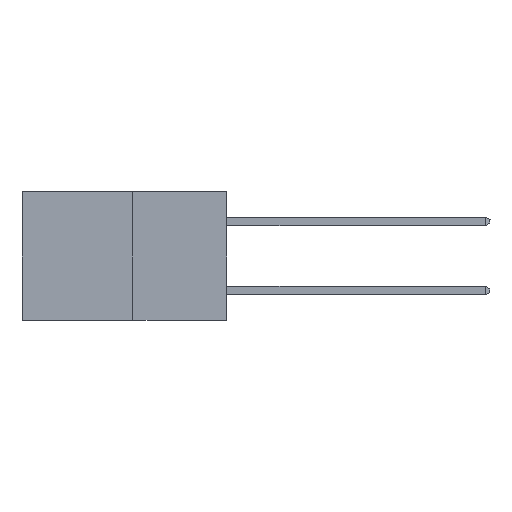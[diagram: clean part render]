
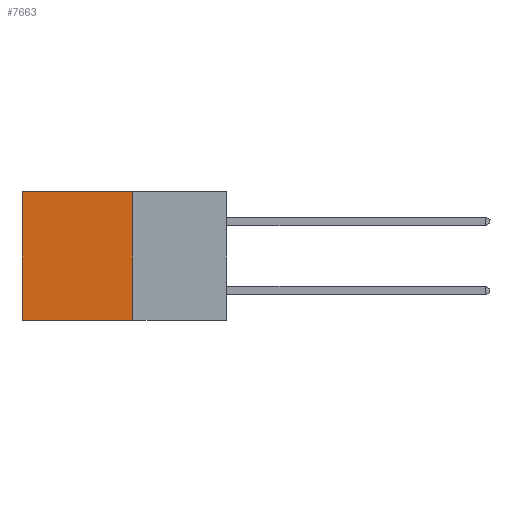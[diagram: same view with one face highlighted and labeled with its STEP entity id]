
A CAD part, left-side view. The second image highlights one B-rep face of the part: STEP entity #7663.
In plain terms, the highlighted planar face has unit normal (-1, 0, 0).
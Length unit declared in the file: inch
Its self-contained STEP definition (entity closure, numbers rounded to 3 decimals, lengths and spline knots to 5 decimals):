
#484 = VECTOR ( 'NONE', #26358, 39.37008 ) ;
#712 = CARTESIAN_POINT ( 'NONE',  ( 0.277, 0.59, 0. ) ) ;
#1392 = ORIENTED_EDGE ( 'NONE', *, *, #17168, .F. ) ;
#1810 = EDGE_CURVE ( 'NONE', #23945, #6474, #8512, .T. ) ;
#2258 = EDGE_LOOP ( 'NONE', ( #9381, #29704, #1392, #4845 ) ) ;
#3950 = VECTOR ( 'NONE', #33379, 39.37008 ) ;
#4806 = CARTESIAN_POINT ( 'NONE',  ( 0.277, 0.27, -0.37 ) ) ;
#4845 = ORIENTED_EDGE ( 'NONE', *, *, #22992, .T. ) ;
#5912 = LINE ( 'NONE', #33807, #33893 ) ;
#6474 = VERTEX_POINT ( 'NONE', #34749 ) ;
#7620 = VECTOR ( 'NONE', #28194, 39.37008 ) ;
#7663 = ADVANCED_FACE ( 'NONE', ( #13731 ), #31980, .F. ) ;
#7749 = LINE ( 'NONE', #15660, #484 ) ;
#8512 = LINE ( 'NONE', #28342, #7620 ) ;
#9381 = ORIENTED_EDGE ( 'NONE', *, *, #1810, .T. ) ;
#9533 = DIRECTION ( 'NONE',  ( 0., 1., 0. ) ) ;
#11132 = VERTEX_POINT ( 'NONE', #24610 ) ;
#13630 = AXIS2_PLACEMENT_3D ( 'NONE', #4806, #15878, #34682 ) ;
#13731 = FACE_OUTER_BOUND ( 'NONE', #2258, .T. ) ;
#15660 = CARTESIAN_POINT ( 'NONE',  ( 0.277, 0.27, 0. ) ) ;
#15878 = DIRECTION ( 'NONE',  ( 1., 0., 0. ) ) ;
#17168 = EDGE_CURVE ( 'NONE', #11132, #27123, #25686, .T. ) ;
#17264 = CARTESIAN_POINT ( 'NONE',  ( 0.277, 0.27, -0.37 ) ) ;
#22992 = EDGE_CURVE ( 'NONE', #11132, #23945, #7749, .T. ) ;
#23945 = VERTEX_POINT ( 'NONE', #712 ) ;
#24309 = CARTESIAN_POINT ( 'NONE',  ( 0.277, 0.27, -0.37 ) ) ;
#24610 = CARTESIAN_POINT ( 'NONE',  ( 0.277, 0.27, 0. ) ) ;
#25686 = LINE ( 'NONE', #17264, #3950 ) ;
#26358 = DIRECTION ( 'NONE',  ( 0., 1., 0. ) ) ;
#27123 = VERTEX_POINT ( 'NONE', #24309 ) ;
#28194 = DIRECTION ( 'NONE',  ( 0., 0., -1. ) ) ;
#28342 = CARTESIAN_POINT ( 'NONE',  ( 0.277, 0.59, -0.37 ) ) ;
#29704 = ORIENTED_EDGE ( 'NONE', *, *, #33548, .F. ) ;
#31980 = PLANE ( 'NONE',  #13630 ) ;
#33379 = DIRECTION ( 'NONE',  ( 0., 0., -1. ) ) ;
#33548 = EDGE_CURVE ( 'NONE', #27123, #6474, #5912, .T. ) ;
#33807 = CARTESIAN_POINT ( 'NONE',  ( 0.277, 0.27, -0.37 ) ) ;
#33893 = VECTOR ( 'NONE', #9533, 39.37008 ) ;
#34682 = DIRECTION ( 'NONE',  ( 0., 0., -1. ) ) ;
#34749 = CARTESIAN_POINT ( 'NONE',  ( 0.277, 0.59, -0.37 ) ) ;
